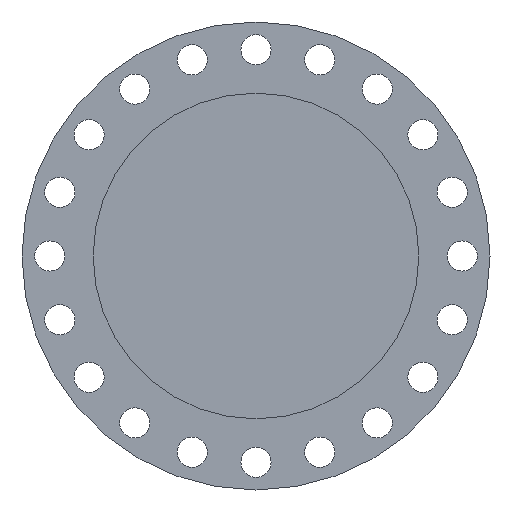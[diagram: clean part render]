
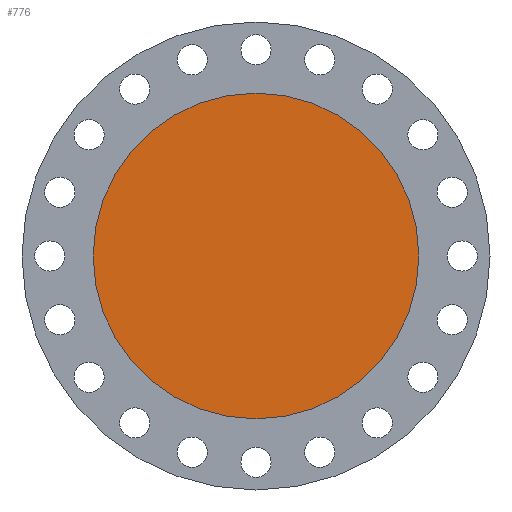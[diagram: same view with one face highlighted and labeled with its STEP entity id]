
A CAD part, left-side view. The second image highlights one B-rep face of the part: STEP entity #776.
In plain terms, the highlighted planar face has unit normal (-1, 0, 0).
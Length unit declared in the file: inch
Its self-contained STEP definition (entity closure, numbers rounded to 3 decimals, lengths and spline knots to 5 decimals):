
#19 = CARTESIAN_POINT ( 'NONE',  ( 0., 0., -16.875 ) ) ;
#29 = EDGE_LOOP ( 'NONE', ( #1185, #367 ) ) ;
#43 = CIRCLE ( 'NONE', #600, 16.875 ) ;
#345 = PLANE ( 'NONE',  #1051 ) ;
#367 = ORIENTED_EDGE ( 'NONE', *, *, #624, .T. ) ;
#449 = DIRECTION ( 'NONE',  ( -1., 0., 0. ) ) ;
#501 = CARTESIAN_POINT ( 'NONE',  ( 0., 0., 0. ) ) ;
#517 = VERTEX_POINT ( 'NONE', #19 ) ;
#600 = AXIS2_PLACEMENT_3D ( 'NONE', #1560, #1581, #878 ) ;
#624 = EDGE_CURVE ( 'NONE', #517, #1529, #1059, .T. ) ;
#758 = CARTESIAN_POINT ( 'NONE',  ( 0., 0., 0. ) ) ;
#776 = ADVANCED_FACE ( 'NONE', ( #1155 ), #345, .T. ) ;
#878 = DIRECTION ( 'NONE',  ( 0., 0., 1. ) ) ;
#884 = DIRECTION ( 'NONE',  ( 0., 0., 1. ) ) ;
#984 = DIRECTION ( 'NONE',  ( 0., 0., 1. ) ) ;
#1051 = AXIS2_PLACEMENT_3D ( 'NONE', #501, #1690, #884 ) ;
#1059 = CIRCLE ( 'NONE', #1371, 16.875 ) ;
#1069 = CARTESIAN_POINT ( 'NONE',  ( 0., 0., 16.875 ) ) ;
#1155 = FACE_OUTER_BOUND ( 'NONE', #29, .T. ) ;
#1185 = ORIENTED_EDGE ( 'NONE', *, *, #1348, .T. ) ;
#1348 = EDGE_CURVE ( 'NONE', #1529, #517, #43, .T. ) ;
#1371 = AXIS2_PLACEMENT_3D ( 'NONE', #758, #449, #984 ) ;
#1529 = VERTEX_POINT ( 'NONE', #1069 ) ;
#1560 = CARTESIAN_POINT ( 'NONE',  ( 0., 0., 0. ) ) ;
#1581 = DIRECTION ( 'NONE',  ( -1., 0., 0. ) ) ;
#1690 = DIRECTION ( 'NONE',  ( -1., 0., 0. ) ) ;
